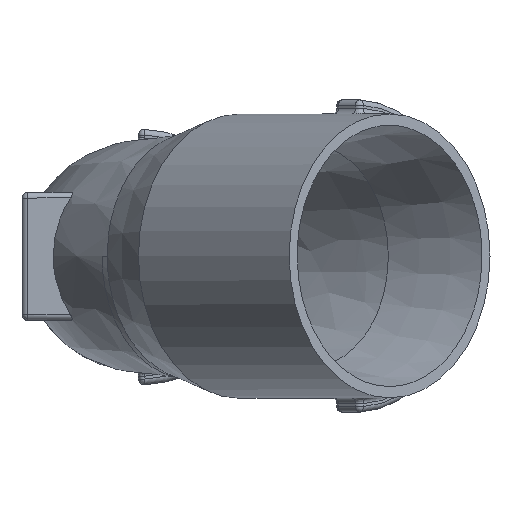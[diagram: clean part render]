
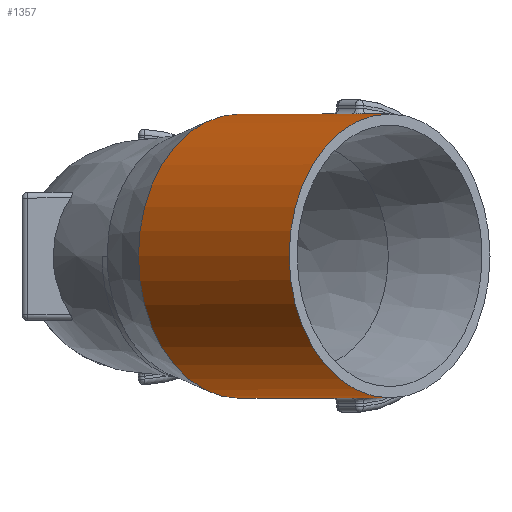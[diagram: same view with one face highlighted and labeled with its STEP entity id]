
A CAD part, top view. The second image highlights one B-rep face of the part: STEP entity #1357.
In plain terms, the highlighted cylindrical face has radius 10 mm (diameter 20 mm), a full revolution.
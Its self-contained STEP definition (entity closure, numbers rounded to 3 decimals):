
#79=CIRCLE('',#1476,10.);
#80=CIRCLE('',#1478,10.);
#81=CIRCLE('',#1479,10.);
#82=CIRCLE('',#1480,10.);
#172=LINE('',#2280,#227);
#173=LINE('',#2288,#228);
#174=LINE('',#2296,#229);
#175=LINE('',#2312,#230);
#227=VECTOR('',#1692,10.);
#228=VECTOR('',#1693,10.);
#229=VECTOR('',#1694,10.);
#230=VECTOR('',#1699,10.);
#274=CYLINDRICAL_SURFACE('',#1477,10.);
#310=FACE_OUTER_BOUND('',#401,.T.);
#401=EDGE_LOOP('',(#951,#952,#953,#954,#955,#956,#957,#958,#959,#960,#961,
#962,#963,#964,#965,#966));
#494=B_SPLINE_CURVE_WITH_KNOTS('',3,(#2282,#2283,#2284,#2285,#2286),
 .UNSPECIFIED.,.F.,.F.,(4,1,4),(-0.126,-0.054,
-0.042),.UNSPECIFIED.);
#495=B_SPLINE_CURVE_WITH_KNOTS('',3,(#2290,#2291,#2292,#2293,#2294),
 .UNSPECIFIED.,.F.,.F.,(4,1,4),(-0.084,-0.054,
0.),.UNSPECIFIED.);
#496=B_SPLINE_CURVE_WITH_KNOTS('',3,(#2299,#2300,#2301,#2302),
 .UNSPECIFIED.,.F.,.F.,(4,4),(-0.126,-0.084),
 .UNSPECIFIED.);
#497=B_SPLINE_CURVE_WITH_KNOTS('',3,(#2306,#2307,#2308,#2309,#2310),
 .UNSPECIFIED.,.F.,.F.,(4,1,4),(-0.126,-0.054,
0.),.UNSPECIFIED.);
#498=B_SPLINE_CURVE_WITH_KNOTS('',3,(#2314,#2315,#2316,#2317,#2318),
 .UNSPECIFIED.,.F.,.F.,(4,1,4),(-0.126,-0.072,
0.),.UNSPECIFIED.);
#499=B_SPLINE_CURVE_WITH_KNOTS('',3,(#2321,#2322,#2323,#2324),
 .UNSPECIFIED.,.F.,.F.,(4,4),(-0.042,0.),.UNSPECIFIED.);
#572=VERTEX_POINT('',#2275);
#573=VERTEX_POINT('',#2279);
#574=VERTEX_POINT('',#2281);
#575=VERTEX_POINT('',#2287);
#576=VERTEX_POINT('',#2289);
#577=VERTEX_POINT('',#2295);
#578=VERTEX_POINT('',#2298);
#579=VERTEX_POINT('',#2303);
#580=VERTEX_POINT('',#2305);
#581=VERTEX_POINT('',#2311);
#582=VERTEX_POINT('',#2313);
#583=VERTEX_POINT('',#2319);
#713=EDGE_CURVE('',#572,#572,#79,.T.);
#714=EDGE_CURVE('',#572,#573,#172,.T.);
#715=EDGE_CURVE('',#574,#573,#494,.T.);
#716=EDGE_CURVE('',#575,#574,#173,.T.);
#717=EDGE_CURVE('',#576,#575,#495,.T.);
#718=EDGE_CURVE('',#576,#577,#174,.T.);
#719=EDGE_CURVE('',#577,#577,#80,.T.);
#720=EDGE_CURVE('',#578,#576,#496,.T.);
#721=EDGE_CURVE('',#579,#578,#81,.T.);
#722=EDGE_CURVE('',#580,#579,#497,.T.);
#723=EDGE_CURVE('',#581,#580,#175,.T.);
#724=EDGE_CURVE('',#582,#581,#498,.T.);
#725=EDGE_CURVE('',#583,#582,#82,.T.);
#726=EDGE_CURVE('',#573,#583,#499,.T.);
#951=ORIENTED_EDGE('',*,*,#713,.F.);
#952=ORIENTED_EDGE('',*,*,#714,.T.);
#953=ORIENTED_EDGE('',*,*,#715,.F.);
#954=ORIENTED_EDGE('',*,*,#716,.F.);
#955=ORIENTED_EDGE('',*,*,#717,.F.);
#956=ORIENTED_EDGE('',*,*,#718,.T.);
#957=ORIENTED_EDGE('',*,*,#719,.T.);
#958=ORIENTED_EDGE('',*,*,#718,.F.);
#959=ORIENTED_EDGE('',*,*,#720,.F.);
#960=ORIENTED_EDGE('',*,*,#721,.F.);
#961=ORIENTED_EDGE('',*,*,#722,.F.);
#962=ORIENTED_EDGE('',*,*,#723,.F.);
#963=ORIENTED_EDGE('',*,*,#724,.F.);
#964=ORIENTED_EDGE('',*,*,#725,.F.);
#965=ORIENTED_EDGE('',*,*,#726,.F.);
#966=ORIENTED_EDGE('',*,*,#714,.F.);
#1357=ADVANCED_FACE('',(#310),#274,.T.);
#1476=AXIS2_PLACEMENT_3D('',#2277,#1688,#1689);
#1477=AXIS2_PLACEMENT_3D('',#2278,#1690,#1691);
#1478=AXIS2_PLACEMENT_3D('',#2297,#1695,#1696);
#1479=AXIS2_PLACEMENT_3D('',#2304,#1697,#1698);
#1480=AXIS2_PLACEMENT_3D('',#2320,#1700,#1701);
#1688=DIRECTION('center_axis',(-0.707,0.,
-0.707));
#1689=DIRECTION('ref_axis',(0.,1.,0.));
#1690=DIRECTION('center_axis',(-0.707,0.,
-0.707));
#1691=DIRECTION('ref_axis',(0.,1.,0.));
#1692=DIRECTION('',(0.707,0.,0.707));
#1693=DIRECTION('',(-0.707,0.,-0.707));
#1694=DIRECTION('',(0.707,0.,0.707));
#1695=DIRECTION('center_axis',(-0.707,0.,
-0.707));
#1696=DIRECTION('ref_axis',(0.,1.,0.));
#1697=DIRECTION('center_axis',(-0.707,0.,
-0.707));
#1698=DIRECTION('ref_axis',(0.707,0.,-0.707));
#1699=DIRECTION('',(0.707,0.,0.707));
#1700=DIRECTION('center_axis',(0.707,0.,
0.707));
#1701=DIRECTION('ref_axis',(0.707,0.,-0.707));
#2275=CARTESIAN_POINT('',(7.071,-10.,39.174));
#2277=CARTESIAN_POINT('Origin',(7.071,0.,
39.174));
#2278=CARTESIAN_POINT('Origin',(17.678,0.,
49.78));
#2279=CARTESIAN_POINT('',(13.582,-10.,45.685));
#2280=CARTESIAN_POINT('',(17.678,-10.,49.78));
#2281=CARTESIAN_POINT('',(13.799,-9.993,46.446));
#2282=CARTESIAN_POINT('Ctrl Pts',(13.799,-9.993,46.446));
#2283=CARTESIAN_POINT('Ctrl Pts',(13.63,-9.993,46.277));
#2284=CARTESIAN_POINT('Ctrl Pts',(13.526,-9.999,45.99));
#2285=CARTESIAN_POINT('Ctrl Pts',(13.572,-10.,45.722));
#2286=CARTESIAN_POINT('Ctrl Pts',(13.582,-10.,45.684));
#2287=CARTESIAN_POINT('',(15.002,-9.993,47.648));
#2288=CARTESIAN_POINT('',(17.406,-9.993,50.052));
#2289=CARTESIAN_POINT('',(15.763,-10.,47.865));
#2290=CARTESIAN_POINT('Ctrl Pts',(15.763,-10.,47.865));
#2291=CARTESIAN_POINT('Ctrl Pts',(15.669,-10.,47.888));
#2292=CARTESIAN_POINT('Ctrl Pts',(15.393,-9.997,47.907));
#2293=CARTESIAN_POINT('Ctrl Pts',(15.128,-9.993,47.775));
#2294=CARTESIAN_POINT('Ctrl Pts',(15.002,-9.993,47.648));
#2295=CARTESIAN_POINT('',(17.678,-10.,49.78));
#2296=CARTESIAN_POINT('',(17.678,-10.,49.78));
#2297=CARTESIAN_POINT('Origin',(17.678,0.,
49.78));
#2298=CARTESIAN_POINT('',(16.111,-9.993,47.67));
#2299=CARTESIAN_POINT('Ctrl Pts',(16.111,-9.993,47.67));
#2300=CARTESIAN_POINT('Ctrl Pts',(16.016,-9.998,47.765));
#2301=CARTESIAN_POINT('Ctrl Pts',(15.894,-10.,47.831));
#2302=CARTESIAN_POINT('Ctrl Pts',(15.763,-10.,47.865));
#2303=CARTESIAN_POINT('',(16.111,9.993,47.67));
#2304=CARTESIAN_POINT('Origin',(15.839,0.,
47.942));
#2305=CARTESIAN_POINT('',(15.002,9.993,47.648));
#2306=CARTESIAN_POINT('Ctrl Pts',(15.002,9.993,47.648));
#2307=CARTESIAN_POINT('Ctrl Pts',(15.171,9.993,47.818));
#2308=CARTESIAN_POINT('Ctrl Pts',(15.6,10.002,47.974));
#2309=CARTESIAN_POINT('Ctrl Pts',(15.989,9.999,47.792));
#2310=CARTESIAN_POINT('Ctrl Pts',(16.111,9.993,47.67));
#2311=CARTESIAN_POINT('',(13.799,9.993,46.446));
#2312=CARTESIAN_POINT('',(17.406,9.993,50.052));
#2313=CARTESIAN_POINT('',(13.778,9.993,45.337));
#2314=CARTESIAN_POINT('Ctrl Pts',(13.778,9.993,45.337));
#2315=CARTESIAN_POINT('Ctrl Pts',(13.656,9.999,45.459));
#2316=CARTESIAN_POINT('Ctrl Pts',(13.474,10.002,45.847));
#2317=CARTESIAN_POINT('Ctrl Pts',(13.63,9.993,46.277));
#2318=CARTESIAN_POINT('Ctrl Pts',(13.799,9.993,46.446));
#2319=CARTESIAN_POINT('',(13.778,-9.993,45.337));
#2320=CARTESIAN_POINT('Origin',(13.506,0.,45.609));
#2321=CARTESIAN_POINT('Ctrl Pts',(13.582,-10.,45.685));
#2322=CARTESIAN_POINT('Ctrl Pts',(13.615,-10.,45.553));
#2323=CARTESIAN_POINT('Ctrl Pts',(13.683,-9.998,45.431));
#2324=CARTESIAN_POINT('Ctrl Pts',(13.778,-9.993,45.337));
